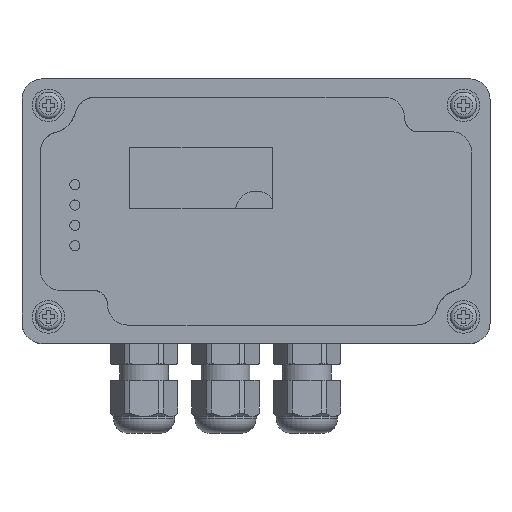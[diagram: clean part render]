
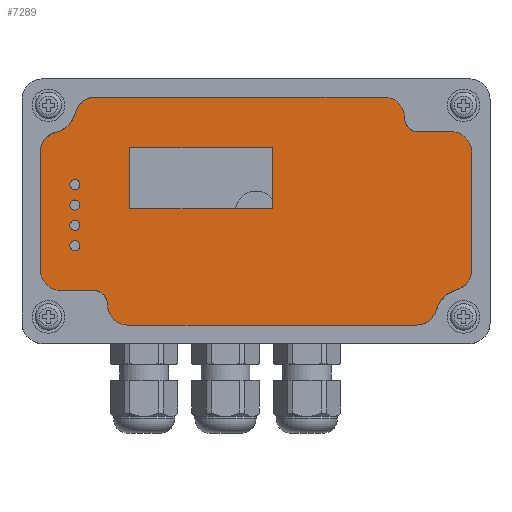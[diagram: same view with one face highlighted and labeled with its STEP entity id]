
A CAD part, top view. The second image highlights one B-rep face of the part: STEP entity #7289.
In plain terms, the highlighted planar face has unit normal (0, 0, 1).
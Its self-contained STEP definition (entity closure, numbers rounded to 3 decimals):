
#276=FACE_BOUND('',#2694,.T.);
#277=FACE_BOUND('',#2695,.T.);
#278=FACE_BOUND('',#2696,.T.);
#279=FACE_BOUND('',#2697,.T.);
#280=FACE_BOUND('',#2698,.T.);
#532=PLANE('',#8050);
#1095=LINE('',#18818,#1671);
#1096=LINE('',#18820,#1672);
#1098=LINE('',#18823,#1674);
#1100=LINE('',#18826,#1676);
#1103=LINE('',#18830,#1679);
#1104=LINE('',#18832,#1680);
#1106=LINE('',#18835,#1682);
#1108=LINE('',#18838,#1684);
#1116=LINE('',#18871,#1692);
#1119=LINE('',#18877,#1695);
#1122=LINE('',#18883,#1698);
#1125=LINE('',#18887,#1701);
#1671=VECTOR('',#9965,10.);
#1672=VECTOR('',#9968,10.);
#1674=VECTOR('',#9972,10.);
#1676=VECTOR('',#9976,10.);
#1679=VECTOR('',#9981,10.);
#1680=VECTOR('',#9984,10.);
#1682=VECTOR('',#9988,10.);
#1684=VECTOR('',#9992,10.);
#1692=VECTOR('',#10026,10.);
#1695=VECTOR('',#10031,10.);
#1698=VECTOR('',#10036,10.);
#1701=VECTOR('',#10041,10.);
#2231=FACE_OUTER_BOUND('',#2693,.T.);
#2693=EDGE_LOOP('',(#6841,#6842,#6843,#6844,#6845,#6846,#6847,#6848,#6849,
#6850,#6851,#6852,#6853,#6854,#6855,#6856,#6857,#6858,#6859,#6860));
#2694=EDGE_LOOP('',(#6861));
#2695=EDGE_LOOP('',(#6862));
#2696=EDGE_LOOP('',(#6863));
#2697=EDGE_LOOP('',(#6864));
#2698=EDGE_LOOP('',(#6865,#6866,#6867,#6868));
#3007=CIRCLE('',#7991,7.245);
#3009=CIRCLE('',#7994,5.);
#3012=CIRCLE('',#7998,5.);
#3013=CIRCLE('',#8000,3.449);
#3015=CIRCLE('',#8003,3.525);
#3017=CIRCLE('',#8006,6.948);
#3019=CIRCLE('',#8009,5.);
#3022=CIRCLE('',#8013,5.);
#3023=CIRCLE('',#8015,5.);
#3025=CIRCLE('',#8018,5.);
#3027=CIRCLE('',#8021,5.);
#3029=CIRCLE('',#8024,5.);
#3031=CIRCLE('',#8035,1.25);
#3033=CIRCLE('',#8038,1.25);
#3035=CIRCLE('',#8041,1.25);
#3037=CIRCLE('',#8044,1.25);
#3679=VERTEX_POINT('',#18721);
#3680=VERTEX_POINT('',#18722);
#3683=VERTEX_POINT('',#18730);
#3686=VERTEX_POINT('',#18738);
#3687=VERTEX_POINT('',#18742);
#3688=VERTEX_POINT('',#18743);
#3691=VERTEX_POINT('',#18751);
#3692=VERTEX_POINT('',#18752);
#3695=VERTEX_POINT('',#18760);
#3696=VERTEX_POINT('',#18761);
#3699=VERTEX_POINT('',#18769);
#3702=VERTEX_POINT('',#18777);
#3703=VERTEX_POINT('',#18781);
#3704=VERTEX_POINT('',#18782);
#3707=VERTEX_POINT('',#18790);
#3708=VERTEX_POINT('',#18791);
#3711=VERTEX_POINT('',#18799);
#3712=VERTEX_POINT('',#18800);
#3715=VERTEX_POINT('',#18808);
#3716=VERTEX_POINT('',#18809);
#3719=VERTEX_POINT('',#18841);
#3721=VERTEX_POINT('',#18847);
#3723=VERTEX_POINT('',#18853);
#3725=VERTEX_POINT('',#18859);
#3729=VERTEX_POINT('',#18868);
#3730=VERTEX_POINT('',#18870);
#3732=VERTEX_POINT('',#18876);
#3734=VERTEX_POINT('',#18882);
#4705=EDGE_CURVE('',#3679,#3680,#3007,.T.);
#4709=EDGE_CURVE('',#3683,#3680,#3009,.T.);
#4714=EDGE_CURVE('',#3679,#3686,#3012,.T.);
#4715=EDGE_CURVE('',#3687,#3688,#3013,.T.);
#4719=EDGE_CURVE('',#3691,#3692,#3015,.T.);
#4723=EDGE_CURVE('',#3695,#3696,#3017,.T.);
#4727=EDGE_CURVE('',#3699,#3696,#3019,.T.);
#4732=EDGE_CURVE('',#3695,#3702,#3022,.T.);
#4733=EDGE_CURVE('',#3703,#3704,#3023,.T.);
#4737=EDGE_CURVE('',#3707,#3708,#3025,.T.);
#4741=EDGE_CURVE('',#3711,#3712,#3027,.T.);
#4745=EDGE_CURVE('',#3715,#3716,#3029,.T.);
#4750=EDGE_CURVE('',#3711,#3687,#1095,.T.);
#4751=EDGE_CURVE('',#3688,#3716,#1096,.T.);
#4753=EDGE_CURVE('',#3715,#3702,#1098,.T.);
#4755=EDGE_CURVE('',#3699,#3704,#1100,.T.);
#4758=EDGE_CURVE('',#3703,#3691,#1103,.T.);
#4759=EDGE_CURVE('',#3692,#3708,#1104,.T.);
#4761=EDGE_CURVE('',#3707,#3686,#1106,.T.);
#4763=EDGE_CURVE('',#3683,#3712,#1108,.T.);
#4765=EDGE_CURVE('',#3719,#3719,#3031,.T.);
#4768=EDGE_CURVE('',#3721,#3721,#3033,.T.);
#4771=EDGE_CURVE('',#3723,#3723,#3035,.T.);
#4774=EDGE_CURVE('',#3725,#3725,#3037,.T.);
#4779=EDGE_CURVE('',#3730,#3729,#1116,.T.);
#4782=EDGE_CURVE('',#3732,#3730,#1119,.T.);
#4785=EDGE_CURVE('',#3734,#3732,#1122,.T.);
#4788=EDGE_CURVE('',#3729,#3734,#1125,.T.);
#6841=ORIENTED_EDGE('',*,*,#4714,.T.);
#6842=ORIENTED_EDGE('',*,*,#4761,.F.);
#6843=ORIENTED_EDGE('',*,*,#4737,.T.);
#6844=ORIENTED_EDGE('',*,*,#4759,.F.);
#6845=ORIENTED_EDGE('',*,*,#4719,.F.);
#6846=ORIENTED_EDGE('',*,*,#4758,.F.);
#6847=ORIENTED_EDGE('',*,*,#4733,.T.);
#6848=ORIENTED_EDGE('',*,*,#4755,.F.);
#6849=ORIENTED_EDGE('',*,*,#4727,.T.);
#6850=ORIENTED_EDGE('',*,*,#4723,.F.);
#6851=ORIENTED_EDGE('',*,*,#4732,.T.);
#6852=ORIENTED_EDGE('',*,*,#4753,.F.);
#6853=ORIENTED_EDGE('',*,*,#4745,.T.);
#6854=ORIENTED_EDGE('',*,*,#4751,.F.);
#6855=ORIENTED_EDGE('',*,*,#4715,.F.);
#6856=ORIENTED_EDGE('',*,*,#4750,.F.);
#6857=ORIENTED_EDGE('',*,*,#4741,.T.);
#6858=ORIENTED_EDGE('',*,*,#4763,.F.);
#6859=ORIENTED_EDGE('',*,*,#4709,.T.);
#6860=ORIENTED_EDGE('',*,*,#4705,.F.);
#6861=ORIENTED_EDGE('',*,*,#4765,.T.);
#6862=ORIENTED_EDGE('',*,*,#4768,.T.);
#6863=ORIENTED_EDGE('',*,*,#4771,.T.);
#6864=ORIENTED_EDGE('',*,*,#4774,.T.);
#6865=ORIENTED_EDGE('',*,*,#4785,.T.);
#6866=ORIENTED_EDGE('',*,*,#4782,.T.);
#6867=ORIENTED_EDGE('',*,*,#4779,.T.);
#6868=ORIENTED_EDGE('',*,*,#4788,.T.);
#7289=ADVANCED_FACE('',(#2231,#276,#277,#278,#279,#280),#532,.T.);
#7991=AXIS2_PLACEMENT_3D('',#18723,#9872,#9873);
#7994=AXIS2_PLACEMENT_3D('',#18731,#9880,#9881);
#7998=AXIS2_PLACEMENT_3D('',#18740,#9890,#9891);
#8000=AXIS2_PLACEMENT_3D('',#18744,#9894,#9895);
#8003=AXIS2_PLACEMENT_3D('',#18753,#9902,#9903);
#8006=AXIS2_PLACEMENT_3D('',#18762,#9910,#9911);
#8009=AXIS2_PLACEMENT_3D('',#18770,#9918,#9919);
#8013=AXIS2_PLACEMENT_3D('',#18779,#9928,#9929);
#8015=AXIS2_PLACEMENT_3D('',#18783,#9932,#9933);
#8018=AXIS2_PLACEMENT_3D('',#18792,#9940,#9941);
#8021=AXIS2_PLACEMENT_3D('',#18801,#9948,#9949);
#8024=AXIS2_PLACEMENT_3D('',#18810,#9956,#9957);
#8035=AXIS2_PLACEMENT_3D('',#18842,#9996,#9997);
#8038=AXIS2_PLACEMENT_3D('',#18848,#10003,#10004);
#8041=AXIS2_PLACEMENT_3D('',#18854,#10010,#10011);
#8044=AXIS2_PLACEMENT_3D('',#18860,#10017,#10018);
#8050=AXIS2_PLACEMENT_3D('',#18888,#10042,#10043);
#9872=DIRECTION('center_axis',(0.,0.,1.));
#9873=DIRECTION('ref_axis',(-0.268,0.963,0.));
#9880=DIRECTION('center_axis',(0.,0.,1.));
#9881=DIRECTION('ref_axis',(0.,-1.,0.));
#9890=DIRECTION('center_axis',(0.,0.,1.));
#9891=DIRECTION('ref_axis',(0.,-1.,0.));
#9894=DIRECTION('center_axis',(0.,0.,1.));
#9895=DIRECTION('ref_axis',(1.,0.011,0.));
#9902=DIRECTION('center_axis',(0.,0.,1.));
#9903=DIRECTION('ref_axis',(-0.999,0.032,0.));
#9910=DIRECTION('center_axis',(0.,0.,1.));
#9911=DIRECTION('ref_axis',(0.231,-0.973,0.));
#9918=DIRECTION('center_axis',(0.,0.,1.));
#9919=DIRECTION('ref_axis',(0.,1.,0.));
#9928=DIRECTION('center_axis',(0.,0.,1.));
#9929=DIRECTION('ref_axis',(0.,1.,0.));
#9932=DIRECTION('center_axis',(0.,0.,1.));
#9933=DIRECTION('ref_axis',(1.,0.,0.));
#9940=DIRECTION('center_axis',(0.,0.,1.));
#9941=DIRECTION('ref_axis',(1.,0.,0.));
#9948=DIRECTION('center_axis',(0.,0.,1.));
#9949=DIRECTION('ref_axis',(-1.,0.,0.));
#9956=DIRECTION('center_axis',(0.,0.,1.));
#9957=DIRECTION('ref_axis',(-1.,0.,0.));
#9965=DIRECTION('',(0.,1.,0.));
#9968=DIRECTION('',(-1.,0.,0.));
#9972=DIRECTION('',(0.,1.,0.));
#9976=DIRECTION('',(1.,0.,0.));
#9981=DIRECTION('',(0.,-1.,0.));
#9984=DIRECTION('',(1.,0.,0.));
#9988=DIRECTION('',(0.,-1.,0.));
#9992=DIRECTION('',(-1.,0.,0.));
#9996=DIRECTION('center_axis',(0.,0.,-1.));
#9997=DIRECTION('ref_axis',(-1.,0.,0.));
#10003=DIRECTION('center_axis',(0.,0.,-1.));
#10004=DIRECTION('ref_axis',(-1.,0.,0.));
#10010=DIRECTION('center_axis',(0.,0.,-1.));
#10011=DIRECTION('ref_axis',(-1.,0.,0.));
#10017=DIRECTION('center_axis',(0.,0.,-1.));
#10018=DIRECTION('ref_axis',(-1.,0.,0.));
#10026=DIRECTION('',(0.,1.,0.));
#10031=DIRECTION('',(-1.,0.,0.));
#10036=DIRECTION('',(0.,-1.,0.));
#10041=DIRECTION('',(1.,0.,0.));
#10042=DIRECTION('center_axis',(0.,0.,1.));
#10043=DIRECTION('ref_axis',(-1.,0.,0.));
#18721=CARTESIAN_POINT('',(106.841,13.183,40.));
#18722=CARTESIAN_POINT('',(101.873,8.382,40.));
#18723=CARTESIAN_POINT('Origin',(108.783,6.203,40.));
#18730=CARTESIAN_POINT('',(97.,4.5,40.));
#18731=CARTESIAN_POINT('Origin',(97.,9.5,40.));
#18738=CARTESIAN_POINT('',(110.5,18.,40.));
#18740=CARTESIAN_POINT('Origin',(105.5,18.,40.));
#18742=CARTESIAN_POINT('',(21.,9.6,40.));
#18743=CARTESIAN_POINT('',(17.817,13.,40.));
#18744=CARTESIAN_POINT('Origin',(17.551,9.561,40.));
#18751=CARTESIAN_POINT('',(94.,55.341,40.));
#18752=CARTESIAN_POINT('',(96.934,52.,40.));
#18753=CARTESIAN_POINT('Origin',(97.522,55.475,40.));
#18760=CARTESIAN_POINT('',(8.391,51.876,40.));
#18761=CARTESIAN_POINT('',(13.097,56.478,40.));
#18762=CARTESIAN_POINT('Origin',(6.465,58.551,40.));
#18769=CARTESIAN_POINT('',(18.,60.5,40.));
#18770=CARTESIAN_POINT('Origin',(18.,55.5,40.));
#18777=CARTESIAN_POINT('',(4.5,47.,40.));
#18779=CARTESIAN_POINT('Origin',(9.5,47.,40.));
#18781=CARTESIAN_POINT('',(94.,55.5,40.));
#18782=CARTESIAN_POINT('',(89.,60.5,40.));
#18783=CARTESIAN_POINT('Origin',(89.,55.5,40.));
#18790=CARTESIAN_POINT('',(110.5,47.,40.));
#18791=CARTESIAN_POINT('',(105.5,52.,40.));
#18792=CARTESIAN_POINT('Origin',(105.5,47.,40.));
#18799=CARTESIAN_POINT('',(21.,9.5,40.));
#18800=CARTESIAN_POINT('',(26.,4.5,40.));
#18801=CARTESIAN_POINT('Origin',(26.,9.5,40.));
#18808=CARTESIAN_POINT('',(4.5,18.,40.));
#18809=CARTESIAN_POINT('',(9.5,13.,40.));
#18810=CARTESIAN_POINT('Origin',(9.5,18.,40.));
#18818=CARTESIAN_POINT('',(21.,9.5,40.));
#18820=CARTESIAN_POINT('',(19.,13.,40.));
#18823=CARTESIAN_POINT('',(4.5,18.,40.));
#18826=CARTESIAN_POINT('',(18.,60.5,40.));
#18830=CARTESIAN_POINT('',(94.,55.5,40.));
#18832=CARTESIAN_POINT('',(96.,52.,40.));
#18835=CARTESIAN_POINT('',(110.5,47.,40.));
#18838=CARTESIAN_POINT('',(97.,4.5,40.));
#18841=CARTESIAN_POINT('',(14.25,29.,40.));
#18842=CARTESIAN_POINT('Origin',(13.,29.,40.));
#18847=CARTESIAN_POINT('',(14.25,34.,40.));
#18848=CARTESIAN_POINT('Origin',(13.,34.,40.));
#18853=CARTESIAN_POINT('',(14.25,24.,40.));
#18854=CARTESIAN_POINT('Origin',(13.,24.,40.));
#18859=CARTESIAN_POINT('',(14.25,39.,40.));
#18860=CARTESIAN_POINT('Origin',(13.,39.,40.));
#18868=CARTESIAN_POINT('',(26.5,48.121,40.));
#18870=CARTESIAN_POINT('',(26.5,33.121,40.));
#18871=CARTESIAN_POINT('',(26.5,32.81,40.));
#18876=CARTESIAN_POINT('',(61.5,33.121,40.));
#18877=CARTESIAN_POINT('',(59.5,33.121,40.));
#18882=CARTESIAN_POINT('',(61.5,48.121,40.));
#18883=CARTESIAN_POINT('',(61.5,40.31,40.));
#18887=CARTESIAN_POINT('',(42.,48.121,40.));
#18888=CARTESIAN_POINT('Origin',(57.5,32.5,40.));
